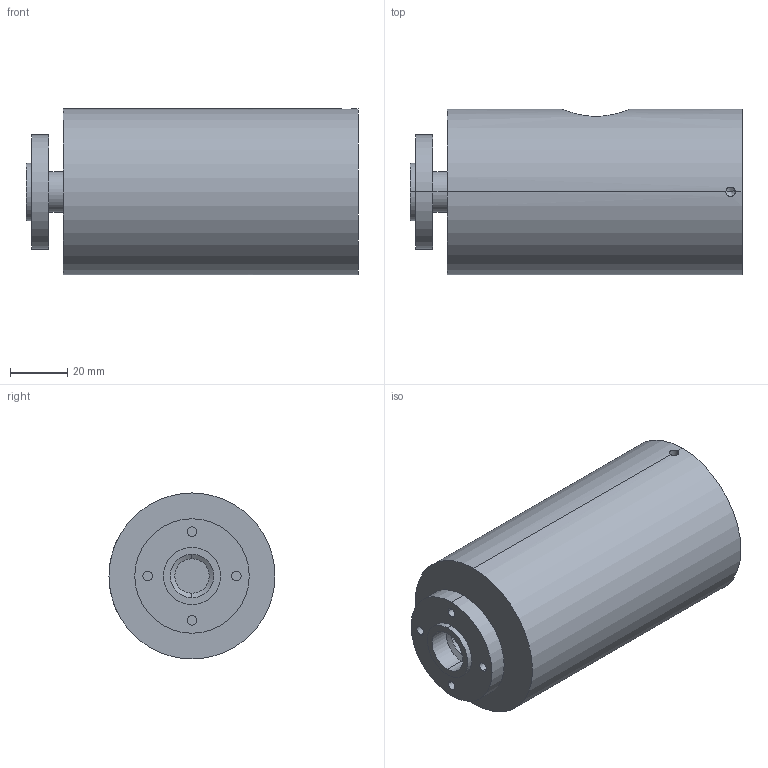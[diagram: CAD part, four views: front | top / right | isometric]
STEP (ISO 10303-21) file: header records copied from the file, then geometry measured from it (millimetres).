
FILE_DESCRIPTION(/* description */ (''),/* implementation_level */ '2;1');
FILE_NAME(/* name */ '',/* time_stamp */ '2020-07-28T15:15:10+08:00',/* author */ (''),/* organization */ (''),/* preprocessor_version */ 'ST-DEVELOPER v15',/* originating_system */ 'SIEMENS PLM Software NX 8.5',/* authorisation */ '');
FILE_SCHEMA (('AUTOMOTIVE_DESIGN { 1 0 10303 214 3 1 1 1 }'));
Length unit declared in the file: millimetre
Products named in the file (1): Admi27283B575p5e
Bounding box: 116 x 58 x 58 mm (x, y, z)
Volume: 275087.6 mm3; surface area: 29004 mm2
Topology: 1 solids, 1 shells, 43 faces, 100 edges, 59 vertices
Faces by surface type: cylinder 28, cone 8, plane 7
Entity records: 1364 total; most frequent: CARTESIAN_POINT 335, DIRECTION 226, ORIENTED_EDGE 188, EDGE_CURVE 94, AXIS2_PLACEMENT_3D 94, VERTEX_POINT 59, EDGE_LOOP 57, CIRCLE 50
